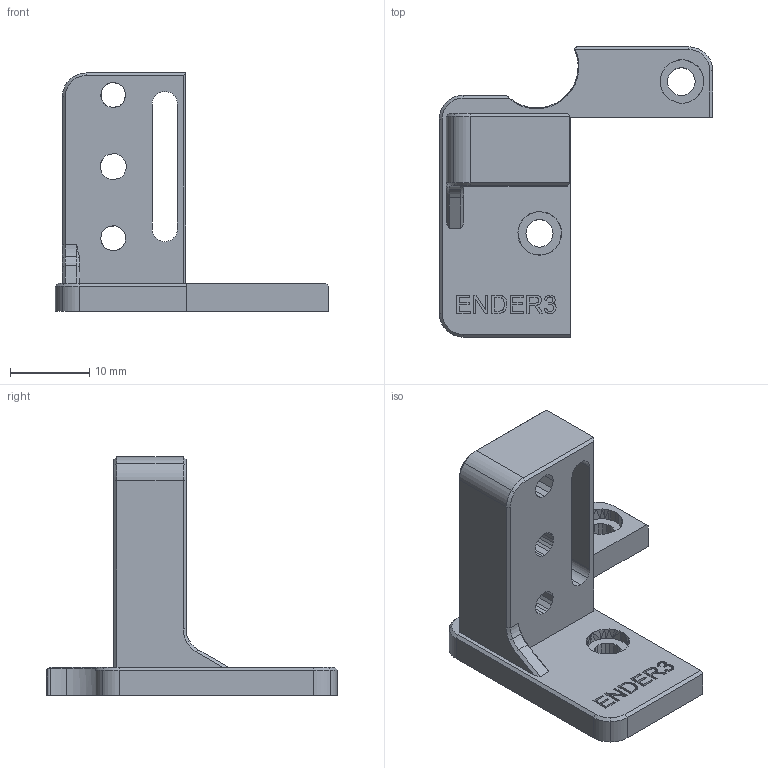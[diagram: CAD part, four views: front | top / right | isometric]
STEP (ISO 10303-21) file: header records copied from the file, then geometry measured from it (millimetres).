
FILE_DESCRIPTION(('STEP AP214'),'1');
FILE_NAME('ender3-bltouch-mount-4b-3mm-lower.stp','2018-10-10T20:03:02',(''),(''),'Spatial InterOp 3D',' ',' ');
FILE_SCHEMA(('automotive_design'));
Length unit declared in the file: inch
Products named in the file (1): Part_265117
Bounding box: 34.39 x 36.52 x 29.96 mm (x, y, z)
Volume: 5116.4 mm3; surface area: 3604.4 mm2
Topology: 1 solids, 1 shells, 488 faces, 1322 edges, 855 vertices
Faces by surface type: plane 387, extrusion 59, cylinder 24, cone 18
Entity records: 19529 total; most frequent: CARTESIAN_POINT 3620, ORIENTED_EDGE 2644, DIRECTION 2130, EDGE_CURVE 1322, VECTOR 1132, LINE 1073, VERTEX_POINT 855, EDGE_LOOP 519
